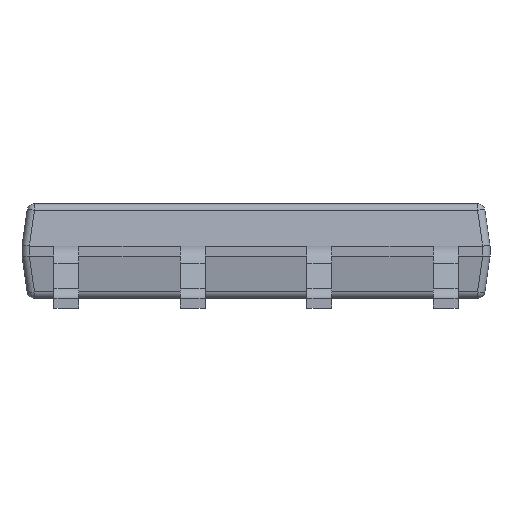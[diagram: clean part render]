
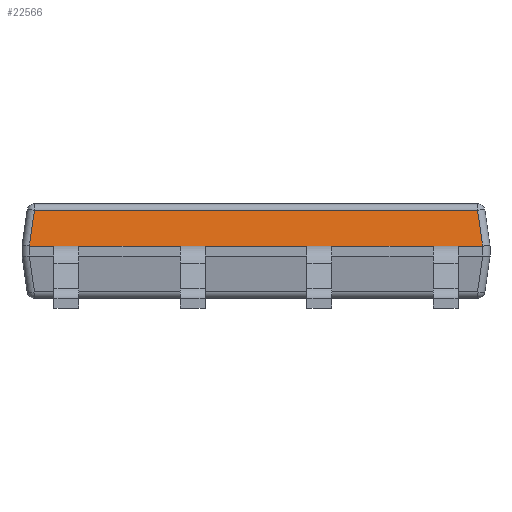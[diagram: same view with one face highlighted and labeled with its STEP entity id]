
A CAD part, front view. The second image highlights one B-rep face of the part: STEP entity #22566.
In plain terms, the highlighted planar face has unit normal (0, -0.99, 0.139).
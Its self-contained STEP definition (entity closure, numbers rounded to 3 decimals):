
#66 = FACE_OUTER_BOUND ( 'NONE', #17133, .T. ) ;
#340 = EDGE_CURVE ( 'NONE', #3871, #8831, #7594, .T. ) ;
#888 = CARTESIAN_POINT ( 'NONE',  ( -4.7, -2.2, 1.25 ) ) ;
#934 = CARTESIAN_POINT ( 'NONE',  ( -1.52, -2.2, 1.25 ) ) ;
#1094 = VERTEX_POINT ( 'NONE', #1377 ) ;
#1108 =( BOUNDED_CURVE ( )  B_SPLINE_CURVE ( 3, ( #27010, #22848, #20658, #7531 ),
 .UNSPECIFIED., .F., .F. ) 
 B_SPLINE_CURVE_WITH_KNOTS ( ( 4, 4 ),
 ( 3.142, 3.151 ),
 .UNSPECIFIED. ) 
 CURVE ( )  GEOMETRIC_REPRESENTATION_ITEM ( )  RATIONAL_B_SPLINE_CURVE ( ( 1., 1., 1., 1. ) ) 
 REPRESENTATION_ITEM ( '' )  );
#1187 = LINE ( 'NONE', #27812, #3932 ) ;
#1263 = CARTESIAN_POINT ( 'NONE',  ( -4.7, -2.2, 1.25 ) ) ;
#1265 = LINE ( 'NONE', #7844, #3364 ) ;
#1377 = CARTESIAN_POINT ( 'NONE',  ( -3.56, -2.2, 1.25 ) ) ;
#1425 = VECTOR ( 'NONE', #6360, 1000. ) ;
#1629 = VERTEX_POINT ( 'NONE', #21090 ) ;
#1656 = LINE ( 'NONE', #12686, #1425 ) ;
#2358 = CARTESIAN_POINT ( 'NONE',  ( 4.348, -1.996, 2.699 ) ) ;
#2651 = DIRECTION ( 'NONE',  ( -0.138, 0.138, 0.981 ) ) ;
#2747 = ORIENTED_EDGE ( 'NONE', *, *, #6426, .F. ) ;
#3092 = VECTOR ( 'NONE', #25838, 1000. ) ;
#3219 = ORIENTED_EDGE ( 'NONE', *, *, #22364, .F. ) ;
#3364 = VECTOR ( 'NONE', #28170, 1000. ) ;
#3453 = LINE ( 'NONE', #1263, #24105 ) ;
#3617 = CARTESIAN_POINT ( 'NONE',  ( -4.55, -2.2, 1.25 ) ) ;
#3732 = DIRECTION ( 'NONE',  ( -1., 0., 0. ) ) ;
#3754 = VERTEX_POINT ( 'NONE', #4117 ) ;
#3871 = VERTEX_POINT ( 'NONE', #24720 ) ;
#3932 = VECTOR ( 'NONE', #25614, 1000. ) ;
#4117 = CARTESIAN_POINT ( 'NONE',  ( 4.55, -2.2, 1.25 ) ) ;
#4516 = VECTOR ( 'NONE', #6717, 1000. ) ;
#4541 = VERTEX_POINT ( 'NONE', #6103 ) ;
#5023 = VERTEX_POINT ( 'NONE', #20563 ) ;
#5174 = EDGE_CURVE ( 'NONE', #23947, #8831, #25198, .T. ) ;
#5259 = ORIENTED_EDGE ( 'NONE', *, *, #11915, .F. ) ;
#5537 = VECTOR ( 'NONE', #6544, 1000. ) ;
#5748 = ORIENTED_EDGE ( 'NONE', *, *, #13835, .T. ) ;
#5935 = DIRECTION ( 'NONE',  ( -1., 0., 0. ) ) ;
#6103 = CARTESIAN_POINT ( 'NONE',  ( 4.45, -2.099, 1.971 ) ) ;
#6108 = CARTESIAN_POINT ( 'NONE',  ( -4.551, -2.2, 1.25 ) ) ;
#6360 = DIRECTION ( 'NONE',  ( -1., 0., 0. ) ) ;
#6426 = EDGE_CURVE ( 'NONE', #8194, #15354, #1656, .T. ) ;
#6493 = VECTOR ( 'NONE', #11469, 1000. ) ;
#6544 = DIRECTION ( 'NONE',  ( -0.138, -0.138, -0.981 ) ) ;
#6717 = DIRECTION ( 'NONE',  ( -1., 0., 0. ) ) ;
#6897 = ORIENTED_EDGE ( 'NONE', *, *, #9078, .T. ) ;
#7531 = CARTESIAN_POINT ( 'NONE',  ( 4.551, -2.2, 1.25 ) ) ;
#7594 = LINE ( 'NONE', #18840, #24931 ) ;
#7689 = ORIENTED_EDGE ( 'NONE', *, *, #340, .F. ) ;
#7839 = CARTESIAN_POINT ( 'NONE',  ( -4.551, -2.2, 1.25 ) ) ;
#7844 = CARTESIAN_POINT ( 'NONE',  ( 1.02, -2.2, 1.25 ) ) ;
#8194 = VERTEX_POINT ( 'NONE', #14195 ) ;
#8684 = CARTESIAN_POINT ( 'NONE',  ( -4.55, -2.2, 1.25 ) ) ;
#8831 = VERTEX_POINT ( 'NONE', #8684 ) ;
#9078 = EDGE_CURVE ( 'NONE', #21397, #4541, #9410, .T. ) ;
#9410 = LINE ( 'NONE', #2358, #19172 ) ;
#10033 = VERTEX_POINT ( 'NONE', #24920 ) ;
#10372 = CARTESIAN_POINT ( 'NONE',  ( -1.52, -2.2, 1.25 ) ) ;
#10500 = CARTESIAN_POINT ( 'NONE',  ( 1.02, -2.2, 1.25 ) ) ;
#10979 = CARTESIAN_POINT ( 'NONE',  ( -4.348, -1.996, 2.699 ) ) ;
#11469 = DIRECTION ( 'NONE',  ( -1., 0., 0. ) ) ;
#11525 = LINE ( 'NONE', #934, #23912 ) ;
#11915 = EDGE_CURVE ( 'NONE', #15354, #16387, #1265, .T. ) ;
#11991 = EDGE_CURVE ( 'NONE', #10033, #23938, #11525, .T. ) ;
#12052 = LINE ( 'NONE', #888, #6493 ) ;
#12408 = AXIS2_PLACEMENT_3D ( 'NONE', #13569, #22381, #15583 ) ;
#12686 = CARTESIAN_POINT ( 'NONE',  ( -4.7, -2.2, 1.25 ) ) ;
#13049 = EDGE_CURVE ( 'NONE', #5023, #8194, #19998, .T. ) ;
#13251 = ORIENTED_EDGE ( 'NONE', *, *, #16691, .T. ) ;
#13317 = LINE ( 'NONE', #10979, #5537 ) ;
#13569 = CARTESIAN_POINT ( 'NONE',  ( 0., -2.081, 2.1 ) ) ;
#13835 = EDGE_CURVE ( 'NONE', #1629, #23947, #13317, .T. ) ;
#14144 = EDGE_CURVE ( 'NONE', #3754, #5023, #12052, .T. ) ;
#14195 = CARTESIAN_POINT ( 'NONE',  ( 3.56, -2.2, 1.25 ) ) ;
#15354 = VERTEX_POINT ( 'NONE', #27465 ) ;
#15583 = DIRECTION ( 'NONE',  ( -1., 0., 0. ) ) ;
#15783 = ORIENTED_EDGE ( 'NONE', *, *, #17862, .F. ) ;
#15889 = CARTESIAN_POINT ( 'NONE',  ( 4.551, -2.2, 1.25 ) ) ;
#16387 = VERTEX_POINT ( 'NONE', #10500 ) ;
#16390 = DIRECTION ( 'NONE',  ( -1., 0., 0. ) ) ;
#16691 = EDGE_CURVE ( 'NONE', #4541, #1629, #1187, .T. ) ;
#17133 = EDGE_LOOP ( 'NONE', ( #21270, #18788, #6897, #13251, #5748, #20591, #7689, #15783, #3219, #17279, #27213, #5259, #2747, #25782 ) ) ;
#17279 = ORIENTED_EDGE ( 'NONE', *, *, #11991, .F. ) ;
#17344 = PLANE ( 'NONE',  #12408 ) ;
#17377 = CARTESIAN_POINT ( 'NONE',  ( -4.551, -2.2, 1.25 ) ) ;
#17862 = EDGE_CURVE ( 'NONE', #1094, #3871, #25684, .T. ) ;
#18788 = ORIENTED_EDGE ( 'NONE', *, *, #21387, .T. ) ;
#18840 = CARTESIAN_POINT ( 'NONE',  ( -4.7, -2.2, 1.25 ) ) ;
#19172 = VECTOR ( 'NONE', #2651, 1000. ) ;
#19998 = LINE ( 'NONE', #28947, #4516 ) ;
#20563 = CARTESIAN_POINT ( 'NONE',  ( 4.06, -2.2, 1.25 ) ) ;
#20591 = ORIENTED_EDGE ( 'NONE', *, *, #5174, .T. ) ;
#20658 = CARTESIAN_POINT ( 'NONE',  ( 4.551, -2.2, 1.25 ) ) ;
#21090 = CARTESIAN_POINT ( 'NONE',  ( -4.45, -2.099, 1.971 ) ) ;
#21270 = ORIENTED_EDGE ( 'NONE', *, *, #14144, .F. ) ;
#21387 = EDGE_CURVE ( 'NONE', #3754, #21397, #1108, .T. ) ;
#21397 = VERTEX_POINT ( 'NONE', #15889 ) ;
#21865 = CARTESIAN_POINT ( 'NONE',  ( -4.55, -2.2, 1.25 ) ) ;
#22364 = EDGE_CURVE ( 'NONE', #23938, #1094, #28009, .T. ) ;
#22381 = DIRECTION ( 'NONE',  ( 0., -0.99, 0.139 ) ) ;
#22551 = VECTOR ( 'NONE', #5935, 1000. ) ;
#22566 = ADVANCED_FACE ( 'NONE', ( #66 ), #17344, .T. ) ;
#22848 = CARTESIAN_POINT ( 'NONE',  ( 4.55, -2.2, 1.25 ) ) ;
#23769 = CARTESIAN_POINT ( 'NONE',  ( -4.06, -2.2, 1.25 ) ) ;
#23912 = VECTOR ( 'NONE', #27280, 1000. ) ;
#23938 = VERTEX_POINT ( 'NONE', #10372 ) ;
#23947 = VERTEX_POINT ( 'NONE', #7839 ) ;
#24105 = VECTOR ( 'NONE', #3732, 1000. ) ;
#24720 = CARTESIAN_POINT ( 'NONE',  ( -4.06, -2.2, 1.25 ) ) ;
#24781 = EDGE_CURVE ( 'NONE', #16387, #10033, #3453, .T. ) ;
#24920 = CARTESIAN_POINT ( 'NONE',  ( -1.02, -2.2, 1.25 ) ) ;
#24931 = VECTOR ( 'NONE', #16390, 1000. ) ;
#25198 =( BOUNDED_CURVE ( )  B_SPLINE_CURVE ( 3, ( #6108, #17377, #3617, #21865 ),
 .UNSPECIFIED., .F., .T. ) 
 B_SPLINE_CURVE_WITH_KNOTS ( ( 4, 4 ),
 ( 3.132, 3.142 ),
 .UNSPECIFIED. ) 
 CURVE ( )  GEOMETRIC_REPRESENTATION_ITEM ( )  RATIONAL_B_SPLINE_CURVE ( ( 1., 1., 1., 1. ) ) 
 REPRESENTATION_ITEM ( '' )  );
#25614 = DIRECTION ( 'NONE',  ( -1., 0., 0. ) ) ;
#25653 = CARTESIAN_POINT ( 'NONE',  ( -4.7, -2.2, 1.25 ) ) ;
#25684 = LINE ( 'NONE', #23769, #3092 ) ;
#25782 = ORIENTED_EDGE ( 'NONE', *, *, #13049, .F. ) ;
#25838 = DIRECTION ( 'NONE',  ( -1., 0., 0. ) ) ;
#27010 = CARTESIAN_POINT ( 'NONE',  ( 4.55, -2.2, 1.25 ) ) ;
#27213 = ORIENTED_EDGE ( 'NONE', *, *, #24781, .F. ) ;
#27280 = DIRECTION ( 'NONE',  ( -1., 0., 0. ) ) ;
#27465 = CARTESIAN_POINT ( 'NONE',  ( 1.52, -2.2, 1.25 ) ) ;
#27812 = CARTESIAN_POINT ( 'NONE',  ( -4.581, -2.099, 1.971 ) ) ;
#28009 = LINE ( 'NONE', #25653, #22551 ) ;
#28170 = DIRECTION ( 'NONE',  ( -1., 0., 0. ) ) ;
#28947 = CARTESIAN_POINT ( 'NONE',  ( 3.56, -2.2, 1.25 ) ) ;
